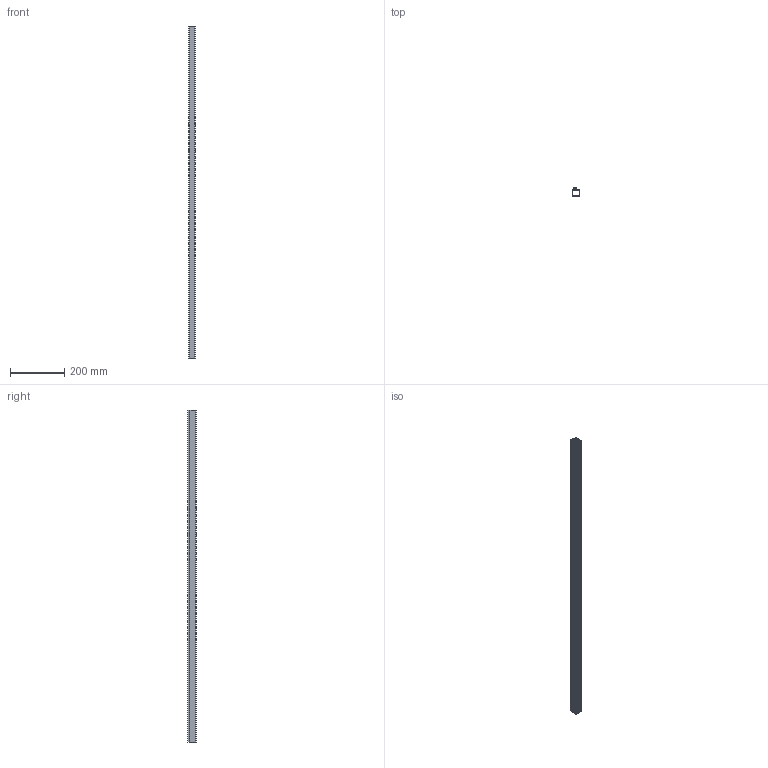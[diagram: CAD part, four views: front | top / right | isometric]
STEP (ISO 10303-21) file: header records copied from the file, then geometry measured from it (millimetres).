
FILE_DESCRIPTION(('STEP AP214'),'1');
FILE_NAME('100-250-48in THICK.stp','2014-06-26T01:23:26',(' '),(' '),'Spatial InterOp 3D',' ',' ');
FILE_SCHEMA(('automotive_design'));
Length unit declared in the file: metre
Products named in the file (1): 1
Bounding box: 25.65 x 32 x 1219.2 mm (x, y, z)
Volume: 177855.5 mm3; surface area: 266569.9 mm2
Topology: 1 solids, 1 shells, 166 faces, 492 edges, 328 vertices
Faces by surface type: plane 150, cylinder 16
Entity records: 6817 total; most frequent: CARTESIAN_POINT 987, ORIENTED_EDGE 984, DIRECTION 858, EDGE_CURVE 492, LINE 460, VECTOR 460, VERTEX_POINT 328, AXIS2_PLACEMENT_3D 199
